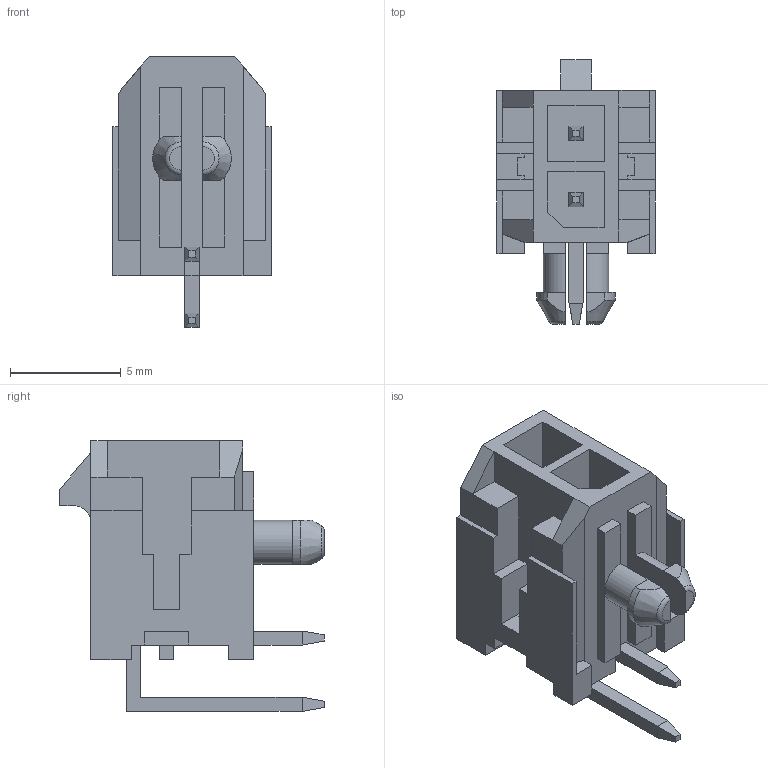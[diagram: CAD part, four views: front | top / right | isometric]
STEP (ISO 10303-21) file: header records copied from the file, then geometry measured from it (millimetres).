
FILE_DESCRIPTION(/* description */ (''),/* implementation_level */ '2;1');
FILE_NAME(/* name */ '430450200.step',/* time_stamp */ '2023-11-05T03:16:48-05:00',/* author */ (''),/* organization */ (''),/* preprocessor_version */ 'ST-DEVELOPER v20',/* originating_system */ 'Autodesk Translation Framework v12.14.0.127',/* authorisation */ '');
FILE_SCHEMA (('AUTOMOTIVE_DESIGN { 1 0 10303 214 3 1 1 }'));
Length unit declared in the file: millimetre
Products named in the file (1): (Unsaved)
Bounding box: 7.15 x 11.95 x 12.24 mm (x, y, z)
Volume: 335.9 mm3; surface area: 709.4 mm2
Topology: 3 solids, 3 shells, 182 faces, 476 edges, 305 vertices
Faces by surface type: plane 173, cylinder 5, torus 2, cone 2
Entity records: 5485 total; most frequent: CARTESIAN_POINT 972, ORIENTED_EDGE 952, DIRECTION 858, EDGE_CURVE 476, LINE 452, VECTOR 452, VERTEX_POINT 305, AXIS2_PLACEMENT_3D 203
